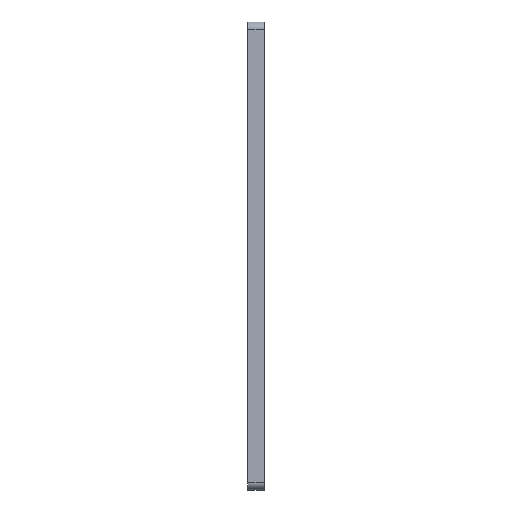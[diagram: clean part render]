
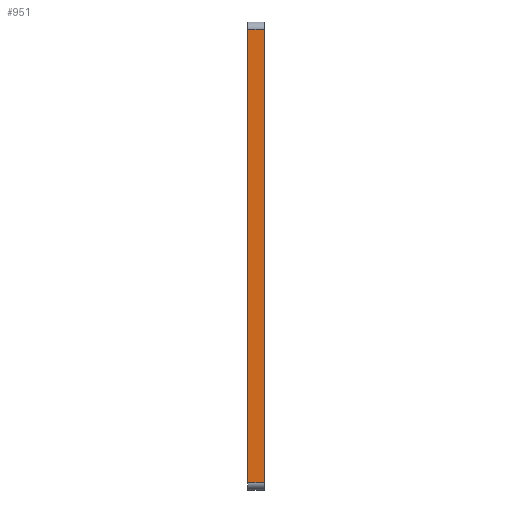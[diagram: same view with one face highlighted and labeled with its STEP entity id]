
A CAD part, left-side view. The second image highlights one B-rep face of the part: STEP entity #951.
In plain terms, the highlighted planar face has unit normal (-1, 0, 0).
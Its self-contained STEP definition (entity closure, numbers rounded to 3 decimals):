
#37 = LINE ( 'NONE', #334, #416 ) ;
#79 = CARTESIAN_POINT ( 'NONE',  ( 0., 2.286, -63. ) ) ;
#83 = PLANE ( 'NONE',  #1061 ) ;
#110 = CARTESIAN_POINT ( 'NONE',  ( 0., 0., 0. ) ) ;
#157 = CARTESIAN_POINT ( 'NONE',  ( 0., 2.286, -63. ) ) ;
#188 = ORIENTED_EDGE ( 'NONE', *, *, #999, .T. ) ;
#232 = DIRECTION ( 'NONE',  ( 0., 0., 1. ) ) ;
#316 = VERTEX_POINT ( 'NONE', #157 ) ;
#334 = CARTESIAN_POINT ( 'NONE',  ( 0., 2.286, -1. ) ) ;
#347 = CARTESIAN_POINT ( 'NONE',  ( 0., 2.286, 0. ) ) ;
#349 = LINE ( 'NONE', #347, #737 ) ;
#371 = ORIENTED_EDGE ( 'NONE', *, *, #905, .T. ) ;
#393 = ORIENTED_EDGE ( 'NONE', *, *, #1018, .F. ) ;
#416 = VECTOR ( 'NONE', #919, 1000. ) ;
#421 = DIRECTION ( 'NONE',  ( 0., 0., -1. ) ) ;
#422 = CARTESIAN_POINT ( 'NONE',  ( 0., 2.286, -1. ) ) ;
#497 = VERTEX_POINT ( 'NONE', #861 ) ;
#526 = VERTEX_POINT ( 'NONE', #603 ) ;
#576 = ORIENTED_EDGE ( 'NONE', *, *, #1035, .T. ) ;
#577 = VECTOR ( 'NONE', #828, 1000. ) ;
#603 = CARTESIAN_POINT ( 'NONE',  ( 0., 0., -1. ) ) ;
#617 = DIRECTION ( 'NONE',  ( 0., -1., 0. ) ) ;
#618 = EDGE_LOOP ( 'NONE', ( #393, #188, #576, #371 ) ) ;
#620 = CARTESIAN_POINT ( 'NONE',  ( 0., 2.286, 0. ) ) ;
#699 = DIRECTION ( 'NONE',  ( -1., 0., 0. ) ) ;
#724 = FACE_OUTER_BOUND ( 'NONE', #618, .T. ) ;
#737 = VECTOR ( 'NONE', #421, 1000. ) ;
#785 = VERTEX_POINT ( 'NONE', #422 ) ;
#789 = LINE ( 'NONE', #79, #821 ) ;
#803 = LINE ( 'NONE', #110, #577 ) ;
#821 = VECTOR ( 'NONE', #617, 1000. ) ;
#828 = DIRECTION ( 'NONE',  ( 0., 0., -1. ) ) ;
#861 = CARTESIAN_POINT ( 'NONE',  ( 0., 0., -63. ) ) ;
#905 = EDGE_CURVE ( 'NONE', #316, #497, #789, .T. ) ;
#919 = DIRECTION ( 'NONE',  ( 0., 1., 0. ) ) ;
#951 = ADVANCED_FACE ( 'NONE', ( #724 ), #83, .T. ) ;
#999 = EDGE_CURVE ( 'NONE', #526, #785, #37, .T. ) ;
#1018 = EDGE_CURVE ( 'NONE', #526, #497, #803, .T. ) ;
#1035 = EDGE_CURVE ( 'NONE', #785, #316, #349, .T. ) ;
#1061 = AXIS2_PLACEMENT_3D ( 'NONE', #620, #699, #232 ) ;
